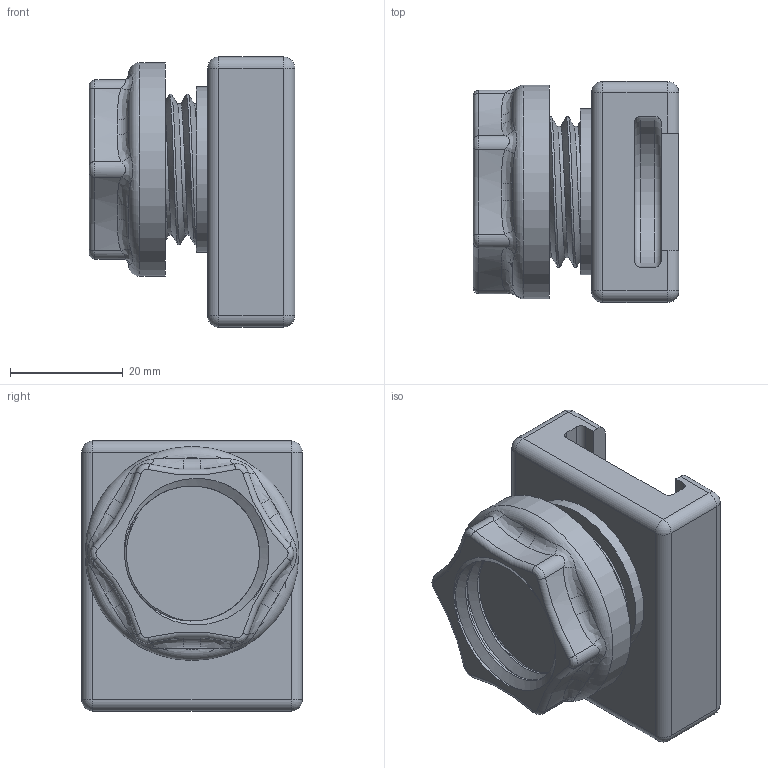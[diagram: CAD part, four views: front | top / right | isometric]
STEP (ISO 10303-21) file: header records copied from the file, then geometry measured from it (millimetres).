
FILE_DESCRIPTION(/* description */ (''),/* implementation_level */ '2;1');
FILE_NAME(/* name */ 'Filler CR10-Ender3.step',/* time_stamp */ '2019-03-20T21:14:16+01:00',/* author */ ('Hugo.Groeneveld'),/* organization */ (''),/* preprocessor_version */ 'ST-DEVELOPER v17.2',/* originating_system */ 'Autodesk Translation Framework v7.6.0.251',/* authorisation */ '');
FILE_SCHEMA (('AUTOMOTIVE_DESIGN { 1 0 10303 214 3 1 1 }'));
Length unit declared in the file: millimetre
Products named in the file (2): Filler CR10-Ender3 2.0; FillerWallMount v3
Assembly tree (1 placements, depth 2):
  Filler CR10-Ender3 2.0
    FillerWallMount v3
Bounding box: 36.5 x 39.2 x 48 mm (x, y, z)
Volume: 36079.7 mm3; surface area: 13500.6 mm2
Topology: 2 solids, 2 shells, 129 faces, 303 edges, 181 vertices
Faces by surface type: cylinder 54, bspline 28, plane 24, torus 15, sphere 8
Full cylindrical faces by diameter (mm): 23.329 x4, 24.002 x4, 26.765 x3, 27.349 x3, 29.5 x1, 32 x1, 38 x1
Entity records: 7115 total; most frequent: CARTESIAN_POINT 4266, ORIENTED_EDGE 606, DIRECTION 563, EDGE_CURVE 303, AXIS2_PLACEMENT_3D 240, VERTEX_POINT 181, CIRCLE 136, EDGE_LOOP 134
